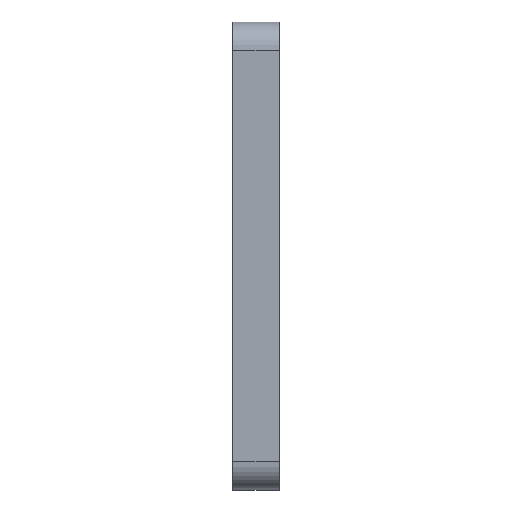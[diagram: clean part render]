
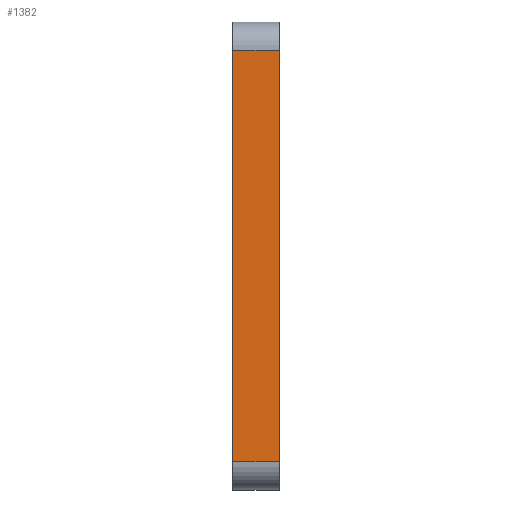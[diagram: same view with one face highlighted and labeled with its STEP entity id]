
A CAD part, left-side view. The second image highlights one B-rep face of the part: STEP entity #1382.
In plain terms, the highlighted planar face has unit normal (-1, 0, 0).
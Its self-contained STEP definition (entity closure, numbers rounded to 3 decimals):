
#95 = LINE ( 'NONE', #2306, #1663 ) ;
#123 = CARTESIAN_POINT ( 'NONE',  ( -25.05, 0., -22.05 ) ) ;
#322 = DIRECTION ( 'NONE',  ( 0., -1., 0. ) ) ;
#339 = LINE ( 'NONE', #704, #2261 ) ;
#347 = VERTEX_POINT ( 'NONE', #1095 ) ;
#435 = VERTEX_POINT ( 'NONE', #123 ) ;
#463 = VECTOR ( 'NONE', #759, 1000. ) ;
#525 = EDGE_CURVE ( 'NONE', #347, #1216, #951, .T. ) ;
#585 = DIRECTION ( 'NONE',  ( 0., 0., -1. ) ) ;
#632 = PLANE ( 'NONE',  #1421 ) ;
#678 = CARTESIAN_POINT ( 'NONE',  ( -25.05, 5., -22.05 ) ) ;
#704 = CARTESIAN_POINT ( 'NONE',  ( -25.05, 5., -22.05 ) ) ;
#759 = DIRECTION ( 'NONE',  ( 0., 1., 0. ) ) ;
#951 = LINE ( 'NONE', #1136, #463 ) ;
#1033 = ORIENTED_EDGE ( 'NONE', *, *, #1160, .F. ) ;
#1068 = VECTOR ( 'NONE', #585, 1000. ) ;
#1095 = CARTESIAN_POINT ( 'NONE',  ( -25.05, 0., 22.05 ) ) ;
#1136 = CARTESIAN_POINT ( 'NONE',  ( -25.05, 5., 22.05 ) ) ;
#1146 = FACE_OUTER_BOUND ( 'NONE', #2202, .T. ) ;
#1159 = LINE ( 'NONE', #1526, #1068 ) ;
#1160 = EDGE_CURVE ( 'NONE', #347, #435, #95, .T. ) ;
#1216 = VERTEX_POINT ( 'NONE', #1792 ) ;
#1362 = DIRECTION ( 'NONE',  ( 0., 0., 1. ) ) ;
#1382 = ADVANCED_FACE ( 'NONE', ( #1146 ), #632, .T. ) ;
#1421 = AXIS2_PLACEMENT_3D ( 'NONE', #1894, #2303, #1362 ) ;
#1430 = ORIENTED_EDGE ( 'NONE', *, *, #1879, .T. ) ;
#1526 = CARTESIAN_POINT ( 'NONE',  ( -25.05, 5., 0. ) ) ;
#1558 = VERTEX_POINT ( 'NONE', #678 ) ;
#1580 = DIRECTION ( 'NONE',  ( 0., 0., -1. ) ) ;
#1657 = ORIENTED_EDGE ( 'NONE', *, *, #525, .T. ) ;
#1663 = VECTOR ( 'NONE', #1580, 1000. ) ;
#1792 = CARTESIAN_POINT ( 'NONE',  ( -25.05, 5., 22.05 ) ) ;
#1879 = EDGE_CURVE ( 'NONE', #1216, #1558, #1159, .T. ) ;
#1894 = CARTESIAN_POINT ( 'NONE',  ( -25.05, 5., 0. ) ) ;
#2146 = EDGE_CURVE ( 'NONE', #1558, #435, #339, .T. ) ;
#2202 = EDGE_LOOP ( 'NONE', ( #1033, #1657, #1430, #2214 ) ) ;
#2214 = ORIENTED_EDGE ( 'NONE', *, *, #2146, .T. ) ;
#2261 = VECTOR ( 'NONE', #322, 1000. ) ;
#2303 = DIRECTION ( 'NONE',  ( -1., 0., 0. ) ) ;
#2306 = CARTESIAN_POINT ( 'NONE',  ( -25.05, 0., 0. ) ) ;
